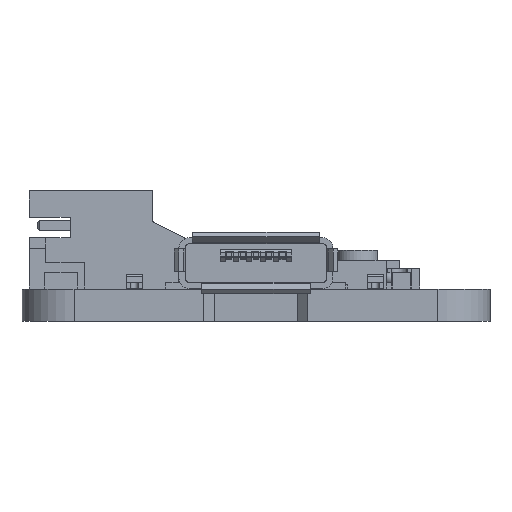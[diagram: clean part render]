
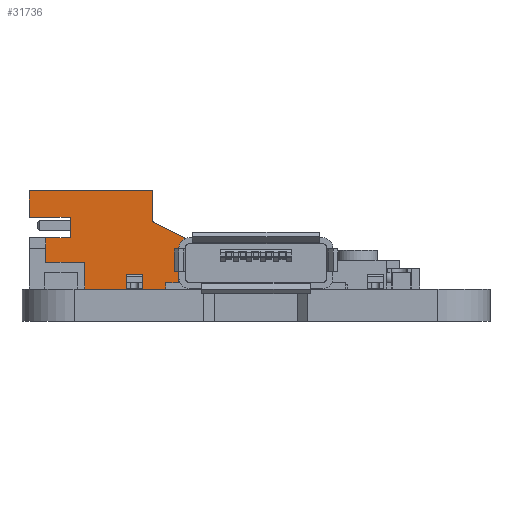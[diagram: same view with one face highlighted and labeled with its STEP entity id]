
A CAD part, left-side view. The second image highlights one B-rep face of the part: STEP entity #31736.
In plain terms, the highlighted planar face has unit normal (-1, 0, 0).
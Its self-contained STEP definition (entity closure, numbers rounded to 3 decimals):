
#1068=PLANE('',#34075);
#2598=FACE_OUTER_BOUND('',#4517,.T.);
#4517=EDGE_LOOP('',(#25217,#25218,#25219,#25220,#25221,#25222,#25223,#25224,
#25225,#25226,#25227,#25228));
#7039=LINE('',#47966,#10748);
#7060=LINE('',#48009,#10769);
#7141=LINE('',#48166,#10850);
#7143=LINE('',#48170,#10852);
#7145=LINE('',#48174,#10854);
#7146=LINE('',#48177,#10855);
#7149=LINE('',#48182,#10858);
#7150=LINE('',#48184,#10859);
#7152=LINE('',#48189,#10861);
#7154=LINE('',#48192,#10863);
#7183=LINE('',#48248,#10892);
#7185=LINE('',#48251,#10894);
#10748=VECTOR('',#39164,1.5);
#10769=VECTOR('',#39191,1.2);
#10850=VECTOR('',#39332,1.2);
#10852=VECTOR('',#39336,1.9);
#10854=VECTOR('',#39340,1.3);
#10855=VECTOR('',#39343,4.9);
#10858=VECTOR('',#39348,2.5);
#10859=VECTOR('',#39351,1.789);
#10861=VECTOR('',#39355,2.);
#10863=VECTOR('',#39359,1.);
#10892=VECTOR('',#39410,1.3);
#10894=VECTOR('',#39414,6.);
#14925=VERTEX_POINT('',#47963);
#14926=VERTEX_POINT('',#47965);
#14944=VERTEX_POINT('',#48007);
#14945=VERTEX_POINT('',#48008);
#14991=VERTEX_POINT('',#48164);
#14992=VERTEX_POINT('',#48168);
#14993=VERTEX_POINT('',#48172);
#14994=VERTEX_POINT('',#48176);
#14995=VERTEX_POINT('',#48180);
#14996=VERTEX_POINT('',#48186);
#14997=VERTEX_POINT('',#48188);
#15013=VERTEX_POINT('',#48247);
#18515=EDGE_CURVE('',#14925,#14926,#7039,.F.);
#18536=EDGE_CURVE('',#14944,#14945,#7060,.F.);
#18617=EDGE_CURVE('',#14945,#14991,#7141,.F.);
#18619=EDGE_CURVE('',#14991,#14992,#7143,.T.);
#18621=EDGE_CURVE('',#14992,#14993,#7145,.F.);
#18622=EDGE_CURVE('',#14993,#14994,#7146,.T.);
#18625=EDGE_CURVE('',#14994,#14995,#7149,.T.);
#18626=EDGE_CURVE('',#14995,#14926,#7150,.T.);
#18628=EDGE_CURVE('',#14997,#14996,#7152,.T.);
#18630=EDGE_CURVE('',#14996,#14944,#7154,.F.);
#18659=EDGE_CURVE('',#15013,#14997,#7183,.F.);
#18661=EDGE_CURVE('',#15013,#14925,#7185,.F.);
#25217=ORIENTED_EDGE('',*,*,#18628,.T.);
#25218=ORIENTED_EDGE('',*,*,#18630,.T.);
#25219=ORIENTED_EDGE('',*,*,#18536,.T.);
#25220=ORIENTED_EDGE('',*,*,#18617,.T.);
#25221=ORIENTED_EDGE('',*,*,#18619,.T.);
#25222=ORIENTED_EDGE('',*,*,#18621,.T.);
#25223=ORIENTED_EDGE('',*,*,#18622,.T.);
#25224=ORIENTED_EDGE('',*,*,#18625,.T.);
#25225=ORIENTED_EDGE('',*,*,#18626,.T.);
#25226=ORIENTED_EDGE('',*,*,#18515,.F.);
#25227=ORIENTED_EDGE('',*,*,#18661,.F.);
#25228=ORIENTED_EDGE('',*,*,#18659,.T.);
#31736=ADVANCED_FACE('',(#2598),#1068,.T.);
#34075=AXIS2_PLACEMENT_3D('',#48250,#39412,#39413);
#39164=DIRECTION('',(0.,0.,1.));
#39191=DIRECTION('',(0.,-1.,0.));
#39332=DIRECTION('',(0.,0.,1.));
#39336=DIRECTION('',(0.,-1.,0.));
#39340=DIRECTION('',(0.,0.,1.));
#39343=DIRECTION('',(0.,-1.,0.));
#39348=DIRECTION('',(0.,0.,1.));
#39351=DIRECTION('',(0.,0.894,0.447));
#39355=DIRECTION('',(0.,-1.,0.));
#39359=DIRECTION('',(0.,0.,1.));
#39410=DIRECTION('',(0.,0.,1.));
#39412=DIRECTION('center_axis',(-1.,0.,0.));
#39413=DIRECTION('ref_axis',(0.,-1.,0.));
#39414=DIRECTION('',(0.,1.,0.));
#47963=CARTESIAN_POINT('',(-3.95,-2.8,4.8));
#47965=CARTESIAN_POINT('',(-3.95,-2.8,3.3));
#47966=CARTESIAN_POINT('',(-3.95,-2.8,3.3));
#48007=CARTESIAN_POINT('',(-3.95,1.2,2.5));
#48008=CARTESIAN_POINT('',(-3.95,2.4,2.5));
#48009=CARTESIAN_POINT('',(-3.95,2.4,2.5));
#48164=CARTESIAN_POINT('',(-3.95,2.4,1.3));
#48166=CARTESIAN_POINT('',(-3.95,2.4,1.3));
#48168=CARTESIAN_POINT('',(-3.95,0.5,1.3));
#48170=CARTESIAN_POINT('',(-3.95,2.4,1.3));
#48172=CARTESIAN_POINT('',(-3.95,0.5,0.));
#48174=CARTESIAN_POINT('',(-3.95,0.5,0.));
#48176=CARTESIAN_POINT('',(-3.95,-4.4,0.));
#48177=CARTESIAN_POINT('',(-3.95,0.5,0.));
#48180=CARTESIAN_POINT('',(-3.95,-4.4,2.5));
#48182=CARTESIAN_POINT('',(-3.95,-4.4,0.));
#48184=CARTESIAN_POINT('',(-3.95,-4.4,2.5));
#48186=CARTESIAN_POINT('',(-3.95,1.2,3.5));
#48188=CARTESIAN_POINT('',(-3.95,3.2,3.5));
#48189=CARTESIAN_POINT('',(-3.95,3.2,3.5));
#48192=CARTESIAN_POINT('',(-3.95,1.2,2.5));
#48247=CARTESIAN_POINT('',(-3.95,3.2,4.8));
#48248=CARTESIAN_POINT('',(-3.95,3.2,3.5));
#48250=CARTESIAN_POINT('Origin',(-3.95,0.2,2.4));
#48251=CARTESIAN_POINT('',(-3.95,-2.8,4.8));
